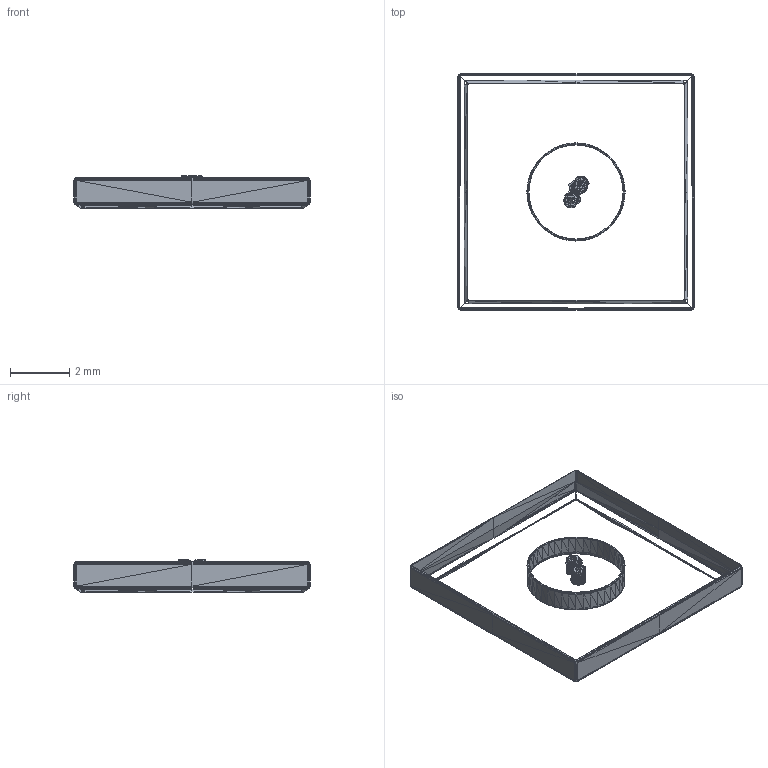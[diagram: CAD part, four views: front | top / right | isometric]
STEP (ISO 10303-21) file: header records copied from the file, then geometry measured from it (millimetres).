
FILE_DESCRIPTION(('FreeCAD Model'),'2;1');
FILE_NAME('Open CASCADE Shape Model','2024-12-12T11:37:23',('Author'),( ''),'Open CASCADE STEP processor 7.6','FreeCAD','Unknown');
FILE_SCHEMA(('AUTOMOTIVE_DESIGN { 1 0 10303 214 1 1 1 1 }'));
Length unit declared in the file: millimetre
Products named in the file (1): Produto_12___Bodyjet_Spin001
Bounding box: 8 x 8 x 1.09 mm (x, y, z)
Surface area: 73.7 mm2 (no closed solid volume)
Topology: 0 solids, 3 shells, 2397 faces, 3565 edges, 1127 vertices
Faces by surface type: plane 2397
Entity records: 46629 total; most frequent: DIRECTION 8383, ORIENTED_EDGE 7198, CARTESIAN_POINT 7119, EDGE_CURVE 3613, LINE 3613, VECTOR 3613, AXIS2_PLACEMENT_3D 2385, ADVANCED_FACE 2384
